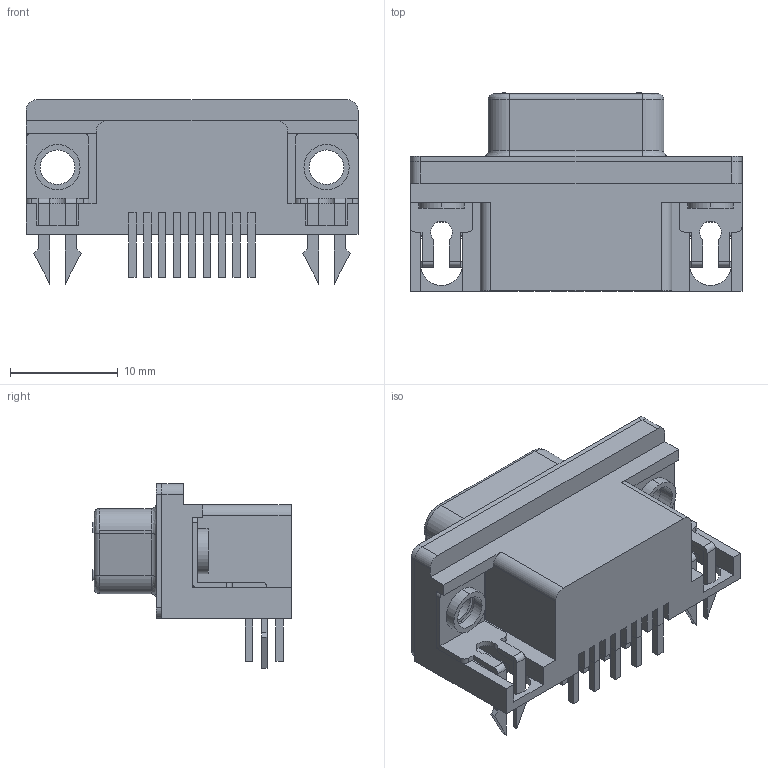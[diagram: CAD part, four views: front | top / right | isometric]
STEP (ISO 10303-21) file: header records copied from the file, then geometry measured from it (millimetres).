
FILE_DESCRIPTION (( 'STEP AP214' ), '1' );
FILE_NAME ('105029C2-8C99-45C1-BFF7-8581BC9A13EE.STEP', '2022-12-13T12:42:29', ( '' ), ( '' ), 'SwSTEP 2.0', 'SolidWorks 2022', '' );
FILE_SCHEMA (( 'AUTOMOTIVE_DESIGN' ));
Length unit declared in the file: millimetre
Products named in the file (1): 105029C2-8C99-45C1-BFF7-8581BC9A13EE
Bounding box: 30.84 x 18.4 x 17.15 mm (x, y, z)
Volume: 3819.1 mm3; surface area: 4276.5 mm2
Topology: 22 solids, 22 shells, 415 faces, 1079 edges, 704 vertices
Faces by surface type: plane 221, cylinder 124, cone 36, bspline 34
Entity records: 13214 total; most frequent: CARTESIAN_POINT 2739, ORIENTED_EDGE 2122, DIRECTION 2068, EDGE_CURVE 1061, VERTEX_POINT 704, LINE 700, VECTOR 700, AXIS2_PLACEMENT_3D 684
